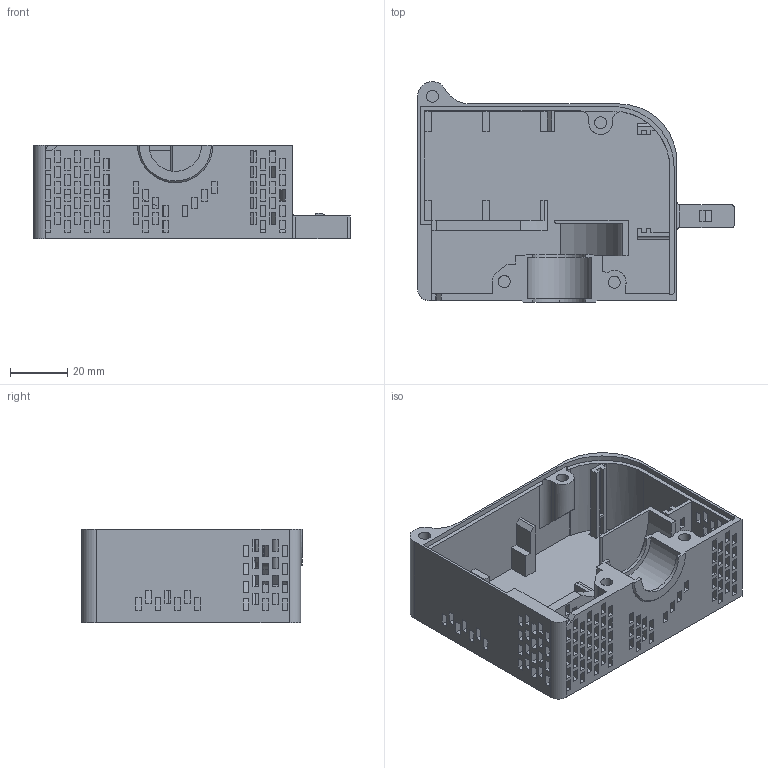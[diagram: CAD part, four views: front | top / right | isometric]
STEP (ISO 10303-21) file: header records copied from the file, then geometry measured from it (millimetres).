
FILE_DESCRIPTION (( 'STEP AP214' ), '1' );
FILE_NAME ('Body_Drawing_Left.STEP', '2022-02-21T23:37:20', ( '' ), ( '' ), 'SwSTEP 2.0', 'SolidWorks 2022', '' );
FILE_SCHEMA (( 'AUTOMOTIVE_DESIGN' ));
Length unit declared in the file: millimetre
Products named in the file (1): Body_Drawing_Left
Bounding box: 110.15 x 76.78 x 32.7 mm (x, y, z)
Volume: 48043.3 mm3; surface area: 42373.1 mm2
Topology: 1 solids, 1 shells, 807 faces, 2406 edges, 1594 vertices
Faces by surface type: plane 676, bspline 87, cylinder 41, cone 3
Entity records: 31669 total; most frequent: CARTESIAN_POINT 10062, ORIENTED_EDGE 4812, DIRECTION 3731, EDGE_CURVE 2406, VECTOR 2137, LINE 2137, VERTEX_POINT 1594, EDGE_LOOP 1044
